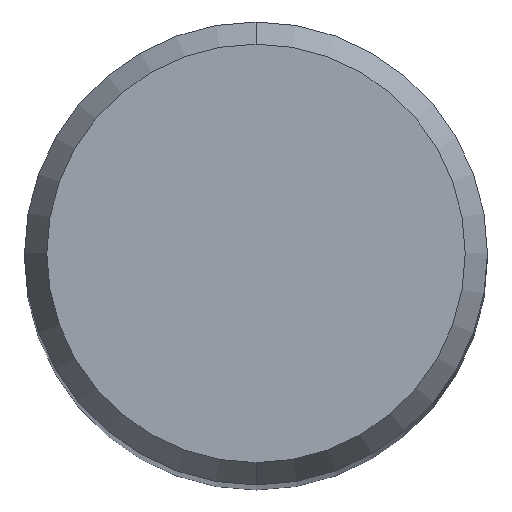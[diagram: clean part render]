
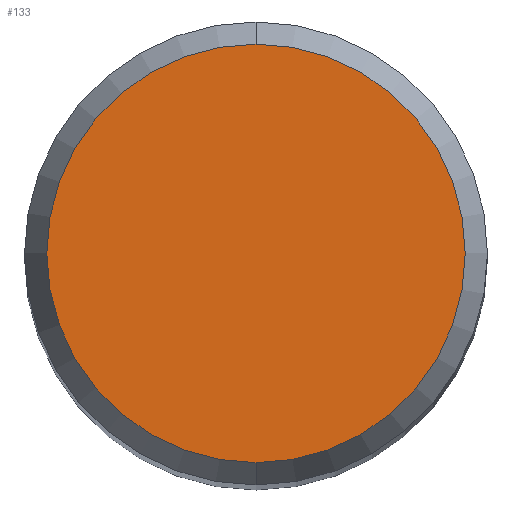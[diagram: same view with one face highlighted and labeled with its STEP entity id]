
A CAD part, top view. The second image highlights one B-rep face of the part: STEP entity #133.
In plain terms, the highlighted planar face has unit normal (0, 0, 1).
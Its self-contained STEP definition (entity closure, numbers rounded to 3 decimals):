
#127=EDGE_CURVE('',#177,#201,#280,.T.);
#133=ADVANCED_FACE('',(#287),#288,.T.);
#177=VERTEX_POINT('',#339);
#187=EDGE_CURVE('',#201,#177,#349,.T.);
#201=VERTEX_POINT('',#364);
#280=CIRCLE('',#445,2.158);
#287=FACE_OUTER_BOUND('',#452,.T.);
#288=PLANE('',#453);
#339=CARTESIAN_POINT('',(0.,-2.158,0.));
#349=CIRCLE('',#534,2.158);
#364=CARTESIAN_POINT('',(0.0,2.158,0.));
#445=AXIS2_PLACEMENT_3D('',#625,#626,#627);
#452=EDGE_LOOP('',(#637,#638));
#453=AXIS2_PLACEMENT_3D('',#639,#640,#641);
#534=AXIS2_PLACEMENT_3D('',#724,#725,#726);
#625=CARTESIAN_POINT('',(0.0,0.0,0.));
#626=DIRECTION('',(0.0,0.0,-1.0));
#627=DIRECTION('',(0.0,1.0,0.0));
#637=ORIENTED_EDGE('',*,*,#187,.F.);
#638=ORIENTED_EDGE('',*,*,#127,.F.);
#639=CARTESIAN_POINT('',(0.0,1.079,0.));
#640=DIRECTION('',(-0.0,0.0,1.0));
#641=DIRECTION('',(0.0,-1.0,0.0));
#724=CARTESIAN_POINT('',(0.0,0.0,0.));
#725=DIRECTION('',(0.0,0.0,-1.0));
#726=DIRECTION('',(0.0,1.0,0.0));
